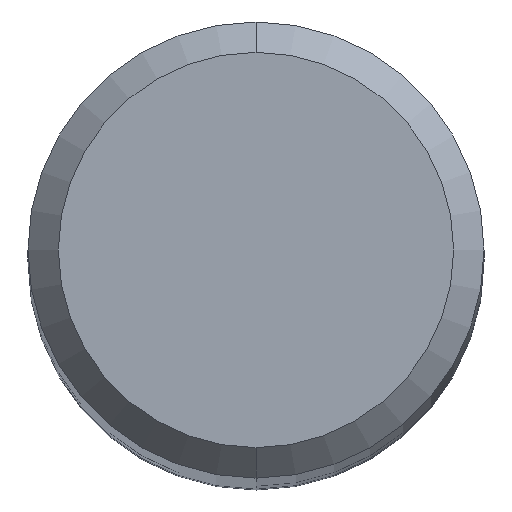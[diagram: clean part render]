
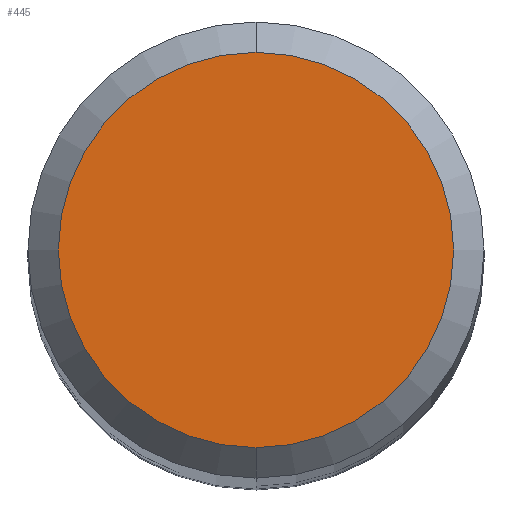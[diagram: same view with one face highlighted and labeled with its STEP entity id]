
A CAD part, top view. The second image highlights one B-rep face of the part: STEP entity #445.
In plain terms, the highlighted planar face has unit normal (0, 0, 1).
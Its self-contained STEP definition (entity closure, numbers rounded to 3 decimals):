
#189=VERTEX_POINT('',#517);
#225=EDGE_CURVE('',#189,#403,#558,.T.);
#403=VERTEX_POINT('',#749);
#445=ADVANCED_FACE('',(#796),#797,.T.);
#455=EDGE_CURVE('',#403,#189,#810,.T.);
#517=CARTESIAN_POINT('',(0.0,2.6,0.0));
#558=CIRCLE('',#964,2.6);
#749=CARTESIAN_POINT('',(0.,-2.6,0.0));
#796=FACE_OUTER_BOUND('',#1426,.T.);
#797=PLANE('',#1427);
#810=CIRCLE('',#1441,2.6);
#964=AXIS2_PLACEMENT_3D('',#1597,#1598,#1599);
#1426=EDGE_LOOP('',(#1817,#1818));
#1427=AXIS2_PLACEMENT_3D('',#1819,#1820,#1821);
#1441=AXIS2_PLACEMENT_3D('',#1854,#1855,#1856);
#1597=CARTESIAN_POINT('',(0.0,0.0,0.0));
#1598=DIRECTION('',(0.0,0.0,-1.0));
#1599=DIRECTION('',(0.0,1.0,0.0));
#1817=ORIENTED_EDGE('',*,*,#225,.F.);
#1818=ORIENTED_EDGE('',*,*,#455,.F.);
#1819=CARTESIAN_POINT('',(0.0,1.3,0.0));
#1820=DIRECTION('',(-0.0,0.0,1.0));
#1821=DIRECTION('',(0.0,-1.0,0.0));
#1854=CARTESIAN_POINT('',(0.0,0.0,0.0));
#1855=DIRECTION('',(0.0,0.0,-1.0));
#1856=DIRECTION('',(0.0,1.0,0.0));
